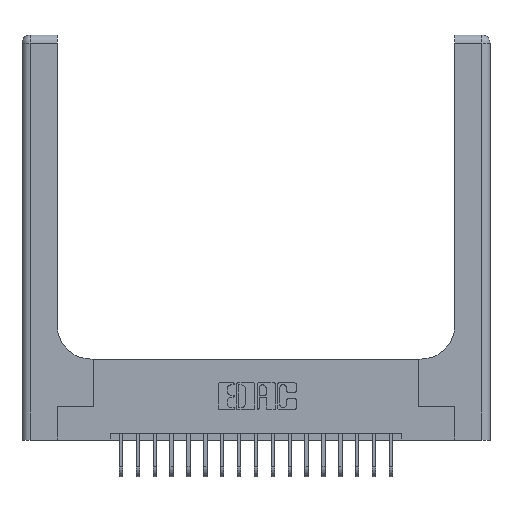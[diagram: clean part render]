
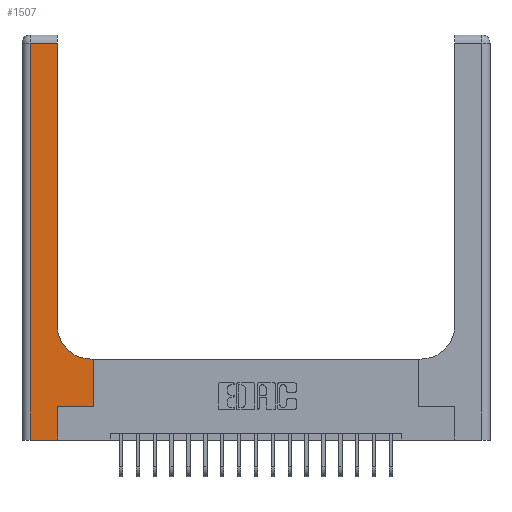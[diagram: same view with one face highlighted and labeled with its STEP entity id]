
A CAD part, top view. The second image highlights one B-rep face of the part: STEP entity #1507.
In plain terms, the highlighted planar face has unit normal (0, 0, 1).
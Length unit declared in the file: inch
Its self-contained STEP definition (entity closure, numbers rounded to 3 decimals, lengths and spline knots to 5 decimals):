
#146 = DIRECTION ( 'NONE',  ( -1., 0., 0. ) ) ;
#233 = ORIENTED_EDGE ( 'NONE', *, *, #12841, .T. ) ;
#342 = CARTESIAN_POINT ( 'NONE',  ( 0.51, 0.6, 0.37 ) ) ;
#468 = VECTOR ( 'NONE', #21074, 39.37008 ) ;
#487 = ORIENTED_EDGE ( 'NONE', *, *, #8933, .T. ) ;
#1018 = CARTESIAN_POINT ( 'NONE',  ( 0.265, 0.25, 0.37 ) ) ;
#1073 = EDGE_CURVE ( 'NONE', #19285, #6463, #5290, .T. ) ;
#1077 = CARTESIAN_POINT ( 'NONE',  ( 0.265, 0., 0.37 ) ) ;
#1507 = ADVANCED_FACE ( 'NONE', ( #19054 ), #15515, .F. ) ;
#1880 = LINE ( 'NONE', #17140, #19238 ) ;
#2132 = EDGE_CURVE ( 'NONE', #5919, #12184, #1880, .T. ) ;
#2140 = CARTESIAN_POINT ( 'NONE',  ( 0.06, 3., 0.37 ) ) ;
#2510 = CARTESIAN_POINT ( 'NONE',  ( 0.528, 0.25, 0.37 ) ) ;
#2926 = DIRECTION ( 'NONE',  ( 0., 1., 0. ) ) ;
#3320 = VECTOR ( 'NONE', #18773, 39.37008 ) ;
#4589 = LINE ( 'NONE', #18051, #16607 ) ;
#5017 = ORIENTED_EDGE ( 'NONE', *, *, #2132, .T. ) ;
#5290 = LINE ( 'NONE', #17214, #12051 ) ;
#5438 = LINE ( 'NONE', #19017, #10950 ) ;
#5602 = EDGE_CURVE ( 'NONE', #8284, #19285, #5438, .T. ) ;
#5698 = ORIENTED_EDGE ( 'NONE', *, *, #5602, .T. ) ;
#5703 = ORIENTED_EDGE ( 'NONE', *, *, #12530, .T. ) ;
#5742 = CARTESIAN_POINT ( 'NONE',  ( 0., 0., 0.37 ) ) ;
#5919 = VERTEX_POINT ( 'NONE', #13292 ) ;
#6463 = VERTEX_POINT ( 'NONE', #342 ) ;
#7087 = LINE ( 'NONE', #21796, #3320 ) ;
#8284 = VERTEX_POINT ( 'NONE', #2510 ) ;
#8775 = DIRECTION ( 'NONE',  ( 0., 0., -1. ) ) ;
#8933 = EDGE_CURVE ( 'NONE', #9470, #5919, #4589, .T. ) ;
#9470 = VERTEX_POINT ( 'NONE', #12173 ) ;
#9567 = CARTESIAN_POINT ( 'NONE',  ( 0.265, 0.25, 0.37 ) ) ;
#10004 = CARTESIAN_POINT ( 'NONE',  ( 0.528, 0.6, 0.37 ) ) ;
#10301 = DIRECTION ( 'NONE',  ( -1., 0., 0. ) ) ;
#10950 = VECTOR ( 'NONE', #15811, 39.37008 ) ;
#11387 = AXIS2_PLACEMENT_3D ( 'NONE', #12251, #18832, #146 ) ;
#11516 = VECTOR ( 'NONE', #20408, 39.37008 ) ;
#12051 = VECTOR ( 'NONE', #18977, 39.37008 ) ;
#12173 = CARTESIAN_POINT ( 'NONE',  ( 0.26, 0.85, 0.37 ) ) ;
#12184 = VERTEX_POINT ( 'NONE', #15847 ) ;
#12251 = CARTESIAN_POINT ( 'NONE',  ( 0., 3., 0.37 ) ) ;
#12530 = EDGE_CURVE ( 'NONE', #6463, #9470, #19899, .T. ) ;
#12793 = LINE ( 'NONE', #9567, #468 ) ;
#12841 = EDGE_CURVE ( 'NONE', #14754, #19222, #7087, .T. ) ;
#12864 = VERTEX_POINT ( 'NONE', #16822 ) ;
#13292 = CARTESIAN_POINT ( 'NONE',  ( 0.26, 2.94, 0.37 ) ) ;
#13404 = ORIENTED_EDGE ( 'NONE', *, *, #16579, .T. ) ;
#13477 = EDGE_CURVE ( 'NONE', #19222, #8284, #12793, .T. ) ;
#14458 = DIRECTION ( 'NONE',  ( 1., 0., 0. ) ) ;
#14604 = AXIS2_PLACEMENT_3D ( 'NONE', #17255, #8775, #20150 ) ;
#14754 = VERTEX_POINT ( 'NONE', #1077 ) ;
#14783 = ORIENTED_EDGE ( 'NONE', *, *, #21838, .T. ) ;
#15515 = PLANE ( 'NONE',  #11387 ) ;
#15811 = DIRECTION ( 'NONE',  ( 0., 1., 0. ) ) ;
#15847 = CARTESIAN_POINT ( 'NONE',  ( 0.06, 2.94, 0.37 ) ) ;
#16014 = ORIENTED_EDGE ( 'NONE', *, *, #13477, .T. ) ;
#16579 = EDGE_CURVE ( 'NONE', #12184, #12864, #18631, .T. ) ;
#16607 = VECTOR ( 'NONE', #2926, 39.37008 ) ;
#16746 = VECTOR ( 'NONE', #14458, 39.37008 ) ;
#16822 = CARTESIAN_POINT ( 'NONE',  ( 0.06, 0., 0.37 ) ) ;
#17140 = CARTESIAN_POINT ( 'NONE',  ( 0., 2.94, 0.37 ) ) ;
#17214 = CARTESIAN_POINT ( 'NONE',  ( 0.26, 0.6, 0.37 ) ) ;
#17255 = CARTESIAN_POINT ( 'NONE',  ( 0.51, 0.85, 0.37 ) ) ;
#18051 = CARTESIAN_POINT ( 'NONE',  ( 0.26, 3., 0.37 ) ) ;
#18631 = LINE ( 'NONE', #2140, #11516 ) ;
#18773 = DIRECTION ( 'NONE',  ( 0., 1., 0. ) ) ;
#18832 = DIRECTION ( 'NONE',  ( 0., 0., -1. ) ) ;
#18977 = DIRECTION ( 'NONE',  ( -1., 0., 0. ) ) ;
#19017 = CARTESIAN_POINT ( 'NONE',  ( 0.528, 0.25, 0.37 ) ) ;
#19054 = FACE_OUTER_BOUND ( 'NONE', #20838, .T. ) ;
#19222 = VERTEX_POINT ( 'NONE', #1018 ) ;
#19238 = VECTOR ( 'NONE', #10301, 39.37008 ) ;
#19285 = VERTEX_POINT ( 'NONE', #10004 ) ;
#19899 = CIRCLE ( 'NONE', #14604, 0.25 ) ;
#20150 = DIRECTION ( 'NONE',  ( 1., 0., 0. ) ) ;
#20408 = DIRECTION ( 'NONE',  ( 0., -1., 0. ) ) ;
#20838 = EDGE_LOOP ( 'NONE', ( #487, #5017, #13404, #14783, #233, #16014, #5698, #21099, #5703 ) ) ;
#20880 = LINE ( 'NONE', #5742, #16746 ) ;
#21074 = DIRECTION ( 'NONE',  ( 1., 0., 0. ) ) ;
#21099 = ORIENTED_EDGE ( 'NONE', *, *, #1073, .T. ) ;
#21796 = CARTESIAN_POINT ( 'NONE',  ( 0.265, 0., 0.37 ) ) ;
#21838 = EDGE_CURVE ( 'NONE', #12864, #14754, #20880, .T. ) ;
